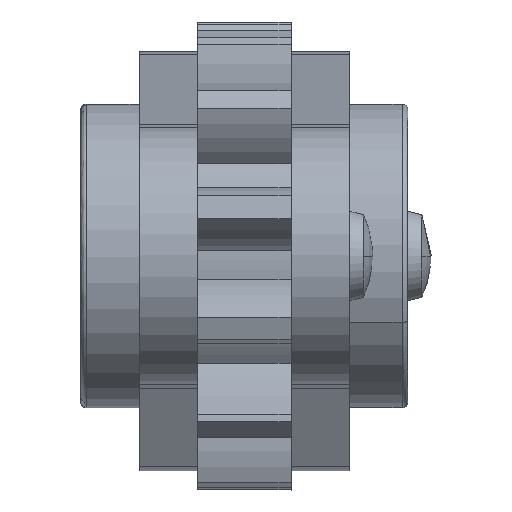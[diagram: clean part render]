
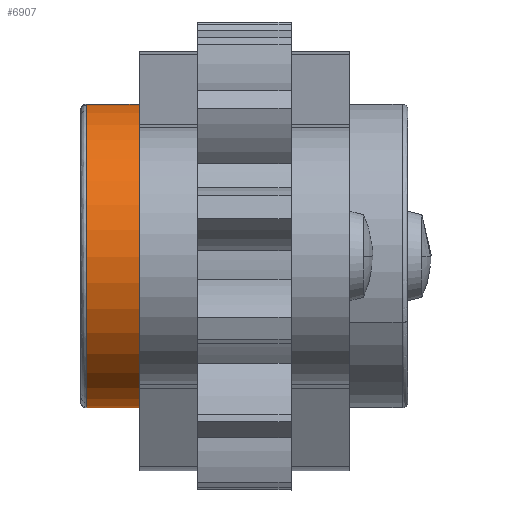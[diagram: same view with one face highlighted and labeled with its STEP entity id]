
A CAD part, left-side view. The second image highlights one B-rep face of the part: STEP entity #6907.
In plain terms, the highlighted face is a revolution surface.
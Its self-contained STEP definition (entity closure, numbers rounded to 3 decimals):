
#6907 = ADVANCED_FACE('',(#6908),#6944,.T.);
#6908 = FACE_BOUND('',#6909,.T.);
#6909 = EDGE_LOOP('',(#6910,#6921,#6929,#6938));
#6910 = ORIENTED_EDGE('',*,*,#6911,.F.);
#6911 = EDGE_CURVE('',#6912,#6914,#6916,.T.);
#6912 = VERTEX_POINT('',#6913);
#6913 = CARTESIAN_POINT('',(3.132,-3.081,
    -3.016));
#6914 = VERTEX_POINT('',#6915);
#6915 = CARTESIAN_POINT('',(3.017,-3.081,
    22.984));
#6916 = CIRCLE('',#6917,13.);
#6917 = AXIS2_PLACEMENT_3D('',#6918,#6919,#6920);
#6918 = CARTESIAN_POINT('',(3.075,-3.081,
    9.984));
#6919 = DIRECTION('',(0.,1.,0.));
#6920 = DIRECTION('',(0.004,0.,-1.
    ));
#6921 = ORIENTED_EDGE('',*,*,#6922,.F.);
#6922 = EDGE_CURVE('',#6923,#6912,#6925,.T.);
#6923 = VERTEX_POINT('',#6924);
#6924 = CARTESIAN_POINT('',(3.132,1.419,
    -3.016));
#6925 = LINE('',#6926,#6927);
#6926 = CARTESIAN_POINT('',(3.132,1.419,
    -3.016));
#6927 = VECTOR('',#6928,1.);
#6928 = DIRECTION('',(0.,-1.,0.));
#6929 = ORIENTED_EDGE('',*,*,#6930,.F.);
#6930 = EDGE_CURVE('',#6931,#6923,#6933,.T.);
#6931 = VERTEX_POINT('',#6932);
#6932 = CARTESIAN_POINT('',(3.017,1.419,22.984
    ));
#6933 = CIRCLE('',#6934,13.);
#6934 = AXIS2_PLACEMENT_3D('',#6935,#6936,#6937);
#6935 = CARTESIAN_POINT('',(3.075,1.419,9.984
    ));
#6936 = DIRECTION('',(0.,-1.,0.));
#6937 = DIRECTION('',(-0.004,0.,
    1.));
#6938 = ORIENTED_EDGE('',*,*,#6939,.F.);
#6939 = EDGE_CURVE('',#6914,#6931,#6940,.T.);
#6940 = LINE('',#6941,#6942);
#6941 = CARTESIAN_POINT('',(3.017,-3.081,
    22.984));
#6942 = VECTOR('',#6943,1.);
#6943 = DIRECTION('',(0.,1.,0.));
#6944 = SURFACE_OF_REVOLUTION('',#6945,#6949);
#6945 = LINE('',#6946,#6947);
#6946 = CARTESIAN_POINT('',(3.132,1.419,
    -3.016));
#6947 = VECTOR('',#6948,1.);
#6948 = DIRECTION('',(0.,-1.,0.));
#6949 = AXIS1_PLACEMENT('',#6950,#6951);
#6950 = CARTESIAN_POINT('',(3.075,1.919,9.984
    ));
#6951 = DIRECTION('',(0.,1.,0.));
